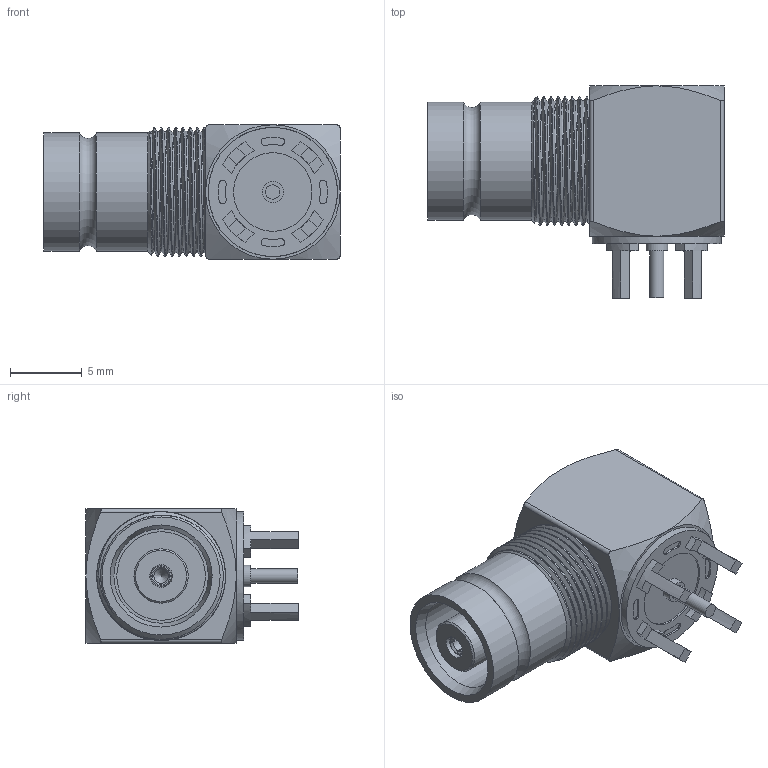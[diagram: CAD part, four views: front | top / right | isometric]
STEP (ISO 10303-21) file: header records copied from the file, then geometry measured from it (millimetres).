
FILE_DESCRIPTION (( 'STEP AP203' ), '1' );
FILE_NAME ('FMCN44210_3D.step', '2022-11-30T00:08:47', ( '' ), ( '' ), 'SwSTEP 2.0', 'SolidWorks 2021', '' );
FILE_SCHEMA (( 'CONFIG_CONTROL_DESIGN' ));
Length unit declared in the file: inch
Products named in the file (1): FMCN44210_3D
Bounding box: 20.7 x 14.84 x 9.4 mm (x, y, z)
Volume: 1412.7 mm3; surface area: 1261.3 mm2
Topology: 1 solids, 1 shells, 124 faces, 303 edges, 197 vertices
Faces by surface type: plane 62, cylinder 40, cone 18, bspline 3, torus 1
Full cylindrical faces by diameter (mm): 1 x1, 1.016 x1, 1.508 x1, 1.6 x1, 3.8 x1, 5.49 x1, 6.194 x1, 6.6 x1, 8.25 x2, 9.024 x1
Entity records: 6347 total; most frequent: CARTESIAN_POINT 3471, DIRECTION 586, ORIENTED_EDGE 558, EDGE_CURVE 279, AXIS2_PLACEMENT_3D 237, VERTEX_POINT 191, EDGE_LOOP 156, FACE_OUTER_BOUND 135
